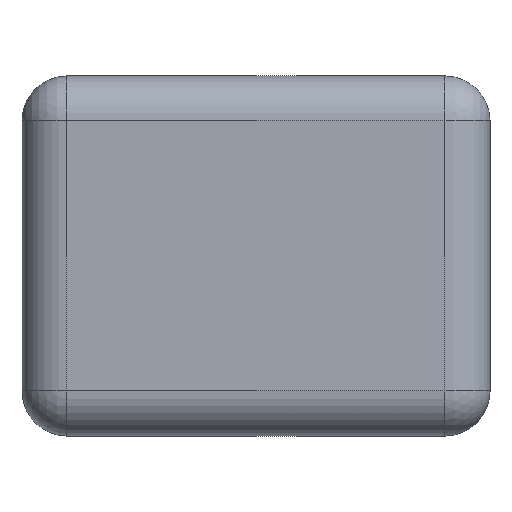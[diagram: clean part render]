
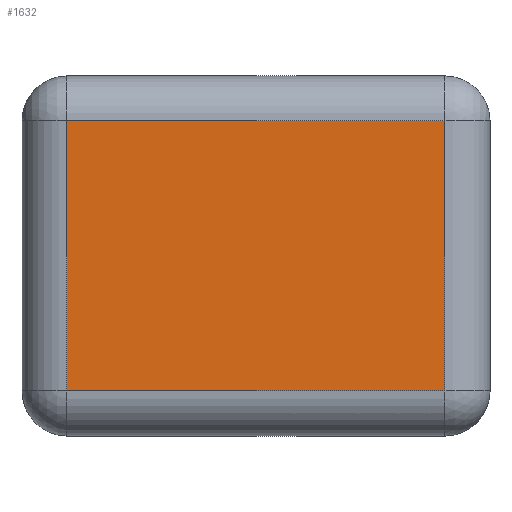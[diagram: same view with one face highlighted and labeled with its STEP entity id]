
A CAD part, left-side view. The second image highlights one B-rep face of the part: STEP entity #1632.
In plain terms, the highlighted planar face has unit normal (-1, 0, 0).
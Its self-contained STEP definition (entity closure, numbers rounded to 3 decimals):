
#34 = AXIS2_PLACEMENT_3D ( 'NONE', #1629, #47, #451 ) ;
#47 = DIRECTION ( 'NONE',  ( -1., 0., 0. ) ) ;
#86 = CARTESIAN_POINT ( 'NONE',  ( -0.5, 0.26, 0.35 ) ) ;
#102 = CARTESIAN_POINT ( 'NONE',  ( -0.5, 0.21, 0.05 ) ) ;
#115 = VERTEX_POINT ( 'NONE', #1745 ) ;
#152 = VECTOR ( 'NONE', #931, 1000. ) ;
#181 = VECTOR ( 'NONE', #689, 1000. ) ;
#185 = ORIENTED_EDGE ( 'NONE', *, *, #1409, .T. ) ;
#231 = EDGE_CURVE ( 'NONE', #962, #275, #355, .T. ) ;
#239 = VERTEX_POINT ( 'NONE', #798 ) ;
#275 = VERTEX_POINT ( 'NONE', #102 ) ;
#276 = EDGE_CURVE ( 'NONE', #115, #239, #1543, .T. ) ;
#339 = FACE_OUTER_BOUND ( 'NONE', #903, .T. ) ;
#355 = LINE ( 'NONE', #1539, #152 ) ;
#451 = DIRECTION ( 'NONE',  ( 0., 0., 1. ) ) ;
#466 = DIRECTION ( 'NONE',  ( 0., -1., 0. ) ) ;
#475 = ORIENTED_EDGE ( 'NONE', *, *, #231, .T. ) ;
#512 = LINE ( 'NONE', #86, #703 ) ;
#579 = ORIENTED_EDGE ( 'NONE', *, *, #1613, .T. ) ;
#689 = DIRECTION ( 'NONE',  ( 0., 0., 1. ) ) ;
#703 = VECTOR ( 'NONE', #1526, 1000. ) ;
#749 = CARTESIAN_POINT ( 'NONE',  ( -0.5, 0.21, 0.35 ) ) ;
#772 = CARTESIAN_POINT ( 'NONE',  ( -0.5, -0.26, 0.05 ) ) ;
#785 = LINE ( 'NONE', #772, #1408 ) ;
#798 = CARTESIAN_POINT ( 'NONE',  ( -0.5, -0.21, 0.35 ) ) ;
#827 = CARTESIAN_POINT ( 'NONE',  ( -0.5, -0.21, 0.39 ) ) ;
#903 = EDGE_LOOP ( 'NONE', ( #185, #475, #579, #1656 ) ) ;
#931 = DIRECTION ( 'NONE',  ( 0., 0., -1. ) ) ;
#962 = VERTEX_POINT ( 'NONE', #749 ) ;
#1408 = VECTOR ( 'NONE', #466, 1000. ) ;
#1409 = EDGE_CURVE ( 'NONE', #239, #962, #512, .T. ) ;
#1514 = PLANE ( 'NONE',  #34 ) ;
#1526 = DIRECTION ( 'NONE',  ( 0., 1., 0. ) ) ;
#1539 = CARTESIAN_POINT ( 'NONE',  ( -0.5, 0.21, 0.39 ) ) ;
#1543 = LINE ( 'NONE', #827, #181 ) ;
#1613 = EDGE_CURVE ( 'NONE', #275, #115, #785, .T. ) ;
#1629 = CARTESIAN_POINT ( 'NONE',  ( -0.5, -0.25, 0.39 ) ) ;
#1632 = ADVANCED_FACE ( 'NONE', ( #339 ), #1514, .T. ) ;
#1656 = ORIENTED_EDGE ( 'NONE', *, *, #276, .T. ) ;
#1745 = CARTESIAN_POINT ( 'NONE',  ( -0.5, -0.21, 0.05 ) ) ;
